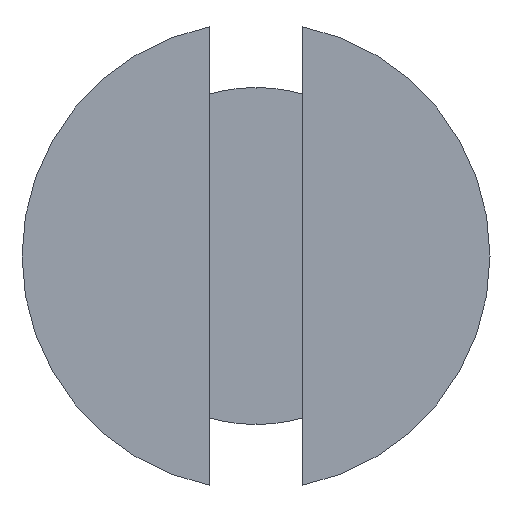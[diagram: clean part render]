
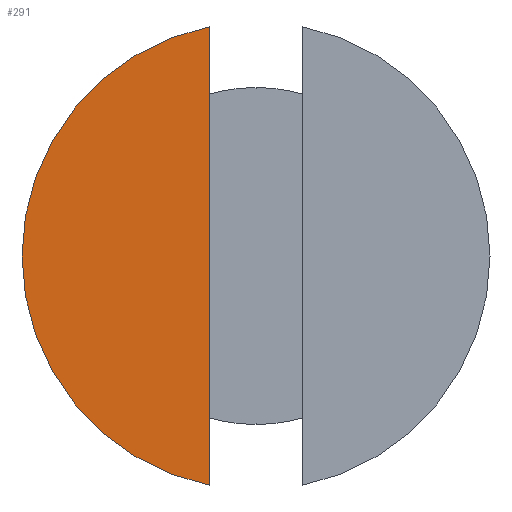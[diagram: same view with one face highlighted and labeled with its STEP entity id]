
A CAD part, left-side view. The second image highlights one B-rep face of the part: STEP entity #291.
In plain terms, the highlighted planar face has unit normal (-1, 0, 0).
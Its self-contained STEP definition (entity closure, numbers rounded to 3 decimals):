
#33 = AXIS2_PLACEMENT_3D ( 'NONE', #1733, #1724, #1555 ) ;
#70 = DIRECTION ( 'NONE',  ( -1., 0., 0. ) ) ;
#171 = CIRCLE ( 'NONE', #1341, 2.5 ) ;
#202 = PLANE ( 'NONE',  #33 ) ;
#206 = DIRECTION ( 'NONE',  ( 0., 0., 1. ) ) ;
#291 = ADVANCED_FACE ( 'NONE', ( #899 ), #202, .T. ) ;
#585 = CARTESIAN_POINT ( 'NONE',  ( 0., 0.5, 2.5 ) ) ;
#616 = EDGE_LOOP ( 'NONE', ( #1759, #864 ) ) ;
#760 = VERTEX_POINT ( 'NONE', #895 ) ;
#864 = ORIENTED_EDGE ( 'NONE', *, *, #1079, .T. ) ;
#891 = CARTESIAN_POINT ( 'NONE',  ( 0., 0., 0. ) ) ;
#893 = VERTEX_POINT ( 'NONE', #1091 ) ;
#895 = CARTESIAN_POINT ( 'NONE',  ( 0., 0.5, 2.449 ) ) ;
#899 = FACE_OUTER_BOUND ( 'NONE', #616, .T. ) ;
#1079 = EDGE_CURVE ( 'NONE', #760, #893, #171, .T. ) ;
#1091 = CARTESIAN_POINT ( 'NONE',  ( 0., 0.5, -2.449 ) ) ;
#1341 = AXIS2_PLACEMENT_3D ( 'NONE', #891, #70, #206 ) ;
#1453 = LINE ( 'NONE', #585, #1634 ) ;
#1555 = DIRECTION ( 'NONE',  ( 0., 0., 1. ) ) ;
#1634 = VECTOR ( 'NONE', #1722, 1000. ) ;
#1678 = EDGE_CURVE ( 'NONE', #760, #893, #1453, .T. ) ;
#1722 = DIRECTION ( 'NONE',  ( 0., 0., -1. ) ) ;
#1724 = DIRECTION ( 'NONE',  ( -1., 0., 0. ) ) ;
#1733 = CARTESIAN_POINT ( 'NONE',  ( 0., 0., 0. ) ) ;
#1759 = ORIENTED_EDGE ( 'NONE', *, *, #1678, .F. ) ;
